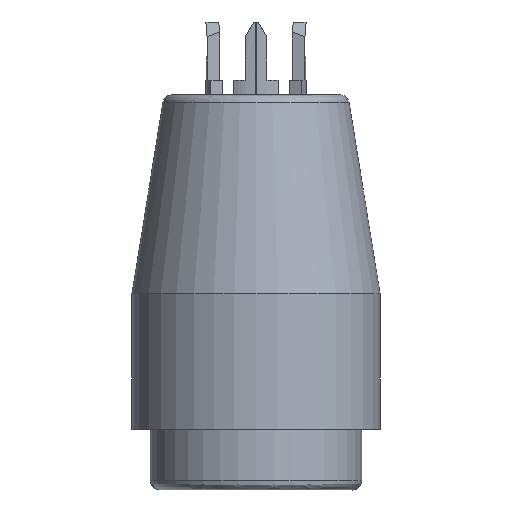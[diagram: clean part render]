
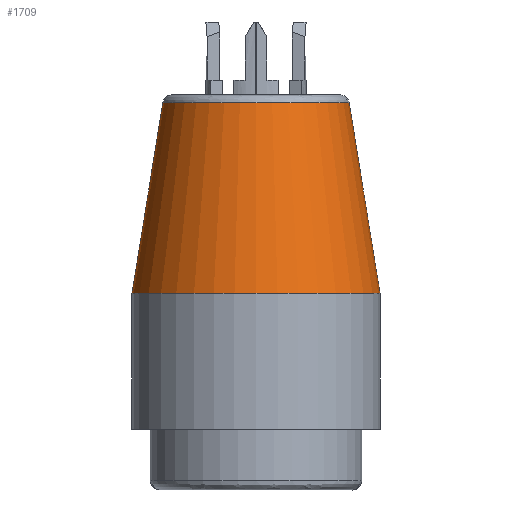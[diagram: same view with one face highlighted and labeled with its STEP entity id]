
A CAD part, front view. The second image highlights one B-rep face of the part: STEP entity #1709.
In plain terms, the highlighted face is a revolution surface.
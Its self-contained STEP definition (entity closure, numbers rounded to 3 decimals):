
#1709 = ADVANCED_FACE('',(#1710),#1746,.T.);
#1710 = FACE_BOUND('',#1711,.T.);
#1711 = EDGE_LOOP('',(#1712,#1723,#1731,#1740));
#1712 = ORIENTED_EDGE('',*,*,#1713,.T.);
#1713 = EDGE_CURVE('',#1714,#1716,#1718,.T.);
#1714 = VERTEX_POINT('',#1715);
#1715 = CARTESIAN_POINT('',(6.75,0.,10.7));
#1716 = VERTEX_POINT('',#1717);
#1717 = CARTESIAN_POINT('',(-6.75,0.,10.7));
#1718 = CIRCLE('',#1719,6.75);
#1719 = AXIS2_PLACEMENT_3D('',#1720,#1721,#1722);
#1720 = CARTESIAN_POINT('',(0.,0.,10.7));
#1721 = DIRECTION('',(0.,0.,-1.));
#1722 = DIRECTION('',(1.,0.,0.));
#1723 = ORIENTED_EDGE('',*,*,#1724,.T.);
#1724 = EDGE_CURVE('',#1716,#1725,#1727,.T.);
#1725 = VERTEX_POINT('',#1726);
#1726 = CARTESIAN_POINT('',(-5.068,0.,
    21.08));
#1727 = LINE('',#1728,#1729);
#1728 = CARTESIAN_POINT('',(-6.75,0.,10.7));
#1729 = VECTOR('',#1730,1.);
#1730 = DIRECTION('',(0.16,0.,0.987));
#1731 = ORIENTED_EDGE('',*,*,#1732,.F.);
#1732 = EDGE_CURVE('',#1733,#1725,#1735,.T.);
#1733 = VERTEX_POINT('',#1734);
#1734 = CARTESIAN_POINT('',(5.068,0.,
    21.08));
#1735 = CIRCLE('',#1736,5.068);
#1736 = AXIS2_PLACEMENT_3D('',#1737,#1738,#1739);
#1737 = CARTESIAN_POINT('',(0.,0.,21.08));
#1738 = DIRECTION('',(0.,0.,-1.));
#1739 = DIRECTION('',(1.,0.,0.));
#1740 = ORIENTED_EDGE('',*,*,#1741,.T.);
#1741 = EDGE_CURVE('',#1733,#1714,#1742,.T.);
#1742 = LINE('',#1743,#1744);
#1743 = CARTESIAN_POINT('',(5.068,0.,21.08));
#1744 = VECTOR('',#1745,1.);
#1745 = DIRECTION('',(0.16,0.,-0.987));
#1746 = SURFACE_OF_REVOLUTION('',#1747,#1751);
#1747 = LINE('',#1748,#1749);
#1748 = CARTESIAN_POINT('',(-5.068,0.,
    21.08));
#1749 = VECTOR('',#1750,1.);
#1750 = DIRECTION('',(-0.16,0.,-0.987)
  );
#1751 = AXIS1_PLACEMENT('',#1752,#1753);
#1752 = CARTESIAN_POINT('',(0.,0.,1010.7));
#1753 = DIRECTION('',(0.,0.,1.));
